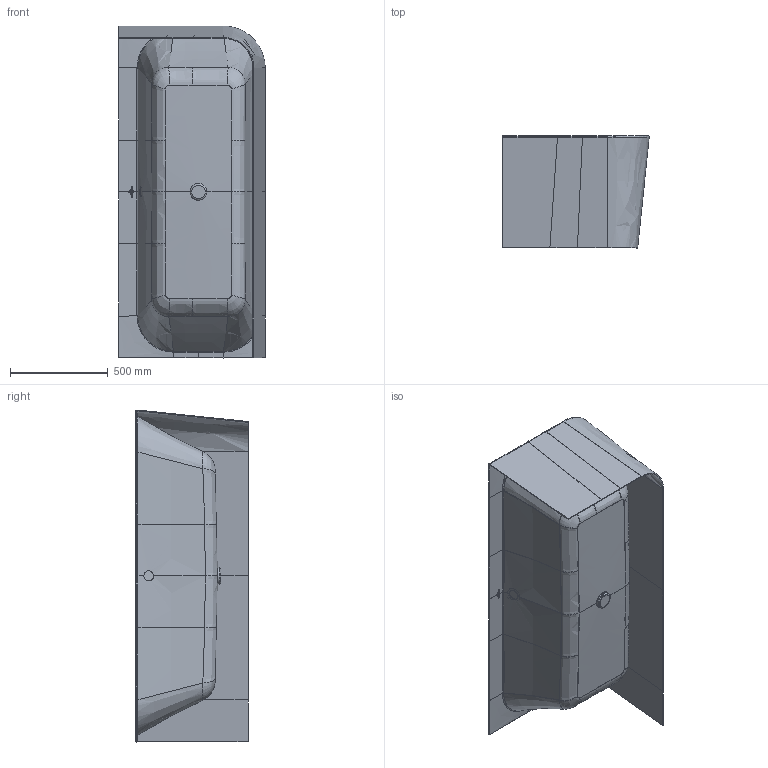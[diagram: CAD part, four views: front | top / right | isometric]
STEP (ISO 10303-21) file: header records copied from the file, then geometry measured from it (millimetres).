
FILE_DESCRIPTION((''),'2;1');
FILE_NAME('ARCH170X75_BTW-R_02082023_ASM','2023-08-02T13:17:39',('GrootJ'),('Villeroy & Boch Wellness bv'),'CREO PARAMETRIC BY PTC INC, 2022414','CREO PARAMETRIC BY PTC INC, 2022414','');
FILE_SCHEMA(('AP242_MANAGED_MODEL_BASED_3D_ENGINEERING_MIM_LF { 1 0 10303 442 1 1 4 }'));
Products named in the file (5): ARCH170X75_BTW_CORNER-R-050623; VIEGA_OVERFLOWKNOB_21102022; AFVOERDEKSEL_ROND_30062022; LOGO_INFINITY_06072022; ARCH170X75_BTW-R_02082023_ASM
Assembly tree (4 placements, depth 2):
  ARCH170X75_BTW-R_02082023_ASM
    ARCH170X75_BTW_CORNER-R-050623
    VIEGA_OVERFLOWKNOB_21102022
    AFVOERDEKSEL_ROND_30062022
    LOGO_INFINITY_06072022
Bounding box: 749.31 x 575 x 1699.54 mm (x, y, z)
Volume: 14600846.9 mm3; surface area: 7302945.9 mm2
Topology: 31 solids, 31 shells, 576 faces, 1503 edges, 1049 vertices
Faces by surface type: extrusion 237, bspline 171, plane 117, cylinder 21, torus 18, cone 8, sphere 4
Entity records: 45109 total; most frequent: CARTESIAN_POINT 29701, ORIENTED_EDGE 2768, DIRECTION 1518, COLOUR_RGB 1474, EDGE_CURVE 1384, B_SPLINE_CURVE_WITH_KNOTS 1002, VERTEX_POINT 868, VECTOR 820
